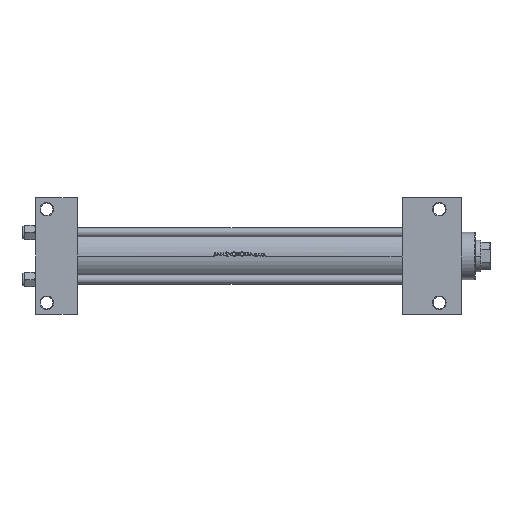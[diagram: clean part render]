
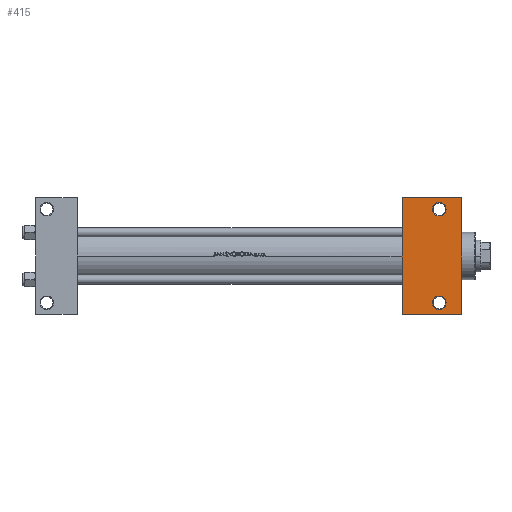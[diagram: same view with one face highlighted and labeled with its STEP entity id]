
A CAD part, front view. The second image highlights one B-rep face of the part: STEP entity #415.
In plain terms, the highlighted face is planar.
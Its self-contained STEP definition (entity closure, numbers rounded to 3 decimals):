
#222 = CARTESIAN_POINT ( 'NONE',  ( 325., -51.5, -30. ) ) ;
#415 = ADVANCED_FACE ( 'NONE', ( #10950, #25651, #3042 ), #6178, .T. ) ;
#1030 = EDGE_CURVE ( 'NONE', #43483, #27759, #6707, .T. ) ;
#1127 = AXIS2_PLACEMENT_3D ( 'NONE', #32406, #20854, #46656 ) ;
#1346 = EDGE_CURVE ( 'NONE', #27759, #17323, #35344, .T. ) ;
#3042 = FACE_OUTER_BOUND ( 'NONE', #34077, .T. ) ;
#5158 = DIRECTION ( 'NONE',  ( 0., 0., 1. ) ) ;
#5623 = CARTESIAN_POINT ( 'NONE',  ( 358., -41.5, -30. ) ) ;
#5762 = VERTEX_POINT ( 'NONE', #222 ) ;
#6178 = PLANE ( 'NONE',  #1127 ) ;
#6707 = LINE ( 'NONE', #35162, #15714 ) ;
#7462 = VERTEX_POINT ( 'NONE', #14122 ) ;
#8921 = EDGE_CURVE ( 'NONE', #7462, #30748, #39048, .T. ) ;
#9000 = EDGE_CURVE ( 'NONE', #23379, #34680, #47502, .T. ) ;
#9147 = CARTESIAN_POINT ( 'NONE',  ( 352., -41.5, -30. ) ) ;
#9776 = DIRECTION ( 'NONE',  ( 0., 1., 0. ) ) ;
#9779 = CARTESIAN_POINT ( 'NONE',  ( 378., 30., -30. ) ) ;
#10950 = FACE_BOUND ( 'NONE', #42222, .T. ) ;
#11132 = DIRECTION ( 'NONE',  ( 0., 0., 1. ) ) ;
#11620 = CARTESIAN_POINT ( 'NONE',  ( 325., -51.5, -30. ) ) ;
#11824 = CARTESIAN_POINT ( 'NONE',  ( 378., 51.5, -30. ) ) ;
#13434 = CARTESIAN_POINT ( 'NONE',  ( 358., -41.5, -30. ) ) ;
#13447 = VECTOR ( 'NONE', #46666, 1000. ) ;
#13667 = DIRECTION ( 'NONE',  ( 0., 0., 1. ) ) ;
#14122 = CARTESIAN_POINT ( 'NONE',  ( 352., 41.5, -30. ) ) ;
#15536 = ORIENTED_EDGE ( 'NONE', *, *, #19864, .T. ) ;
#15682 = ORIENTED_EDGE ( 'NONE', *, *, #1030, .T. ) ;
#15714 = VECTOR ( 'NONE', #17776, 1000. ) ;
#16136 = CIRCLE ( 'NONE', #39215, 6. ) ;
#17323 = VERTEX_POINT ( 'NONE', #46294 ) ;
#17716 = EDGE_CURVE ( 'NONE', #30748, #7462, #16136, .T. ) ;
#17776 = DIRECTION ( 'NONE',  ( 1., 0., 0. ) ) ;
#18345 = CARTESIAN_POINT ( 'NONE',  ( 358., 41.5, -30. ) ) ;
#19864 = EDGE_CURVE ( 'NONE', #34680, #23379, #33876, .T. ) ;
#20060 = DIRECTION ( 'NONE',  ( 0., 1., 0. ) ) ;
#20231 = DIRECTION ( 'NONE',  ( -1., 0., 0. ) ) ;
#20854 = DIRECTION ( 'NONE',  ( 0., 0., -1. ) ) ;
#20868 = ORIENTED_EDGE ( 'NONE', *, *, #1346, .T. ) ;
#21166 = EDGE_CURVE ( 'NONE', #17323, #5762, #22457, .T. ) ;
#22363 = VECTOR ( 'NONE', #20231, 1000. ) ;
#22457 = LINE ( 'NONE', #11620, #22363 ) ;
#22615 = ORIENTED_EDGE ( 'NONE', *, *, #9000, .T. ) ;
#23379 = VERTEX_POINT ( 'NONE', #9147 ) ;
#23663 = AXIS2_PLACEMENT_3D ( 'NONE', #18345, #31739, #35597 ) ;
#24636 = CARTESIAN_POINT ( 'NONE',  ( 364., 41.5, -30. ) ) ;
#25651 = FACE_BOUND ( 'NONE', #35430, .T. ) ;
#27759 = VERTEX_POINT ( 'NONE', #11824 ) ;
#28319 = ORIENTED_EDGE ( 'NONE', *, *, #17716, .T. ) ;
#28363 = DIRECTION ( 'NONE',  ( 0., 1., 0. ) ) ;
#29075 = DIRECTION ( 'NONE',  ( 0., -1., 0. ) ) ;
#29257 = AXIS2_PLACEMENT_3D ( 'NONE', #5623, #5158, #20060 ) ;
#30135 = EDGE_CURVE ( 'NONE', #43483, #5762, #36550, .T. ) ;
#30748 = VERTEX_POINT ( 'NONE', #24636 ) ;
#31739 = DIRECTION ( 'NONE',  ( 0., 0., 1. ) ) ;
#32406 = CARTESIAN_POINT ( 'NONE',  ( 378., 30., -30. ) ) ;
#32467 = VECTOR ( 'NONE', #29075, 1000. ) ;
#32534 = CARTESIAN_POINT ( 'NONE',  ( 364., -41.5, -30. ) ) ;
#33169 = CARTESIAN_POINT ( 'NONE',  ( 325., 30., -30. ) ) ;
#33876 = CIRCLE ( 'NONE', #29257, 6. ) ;
#34077 = EDGE_LOOP ( 'NONE', ( #42062, #15682, #20868, #40832 ) ) ;
#34680 = VERTEX_POINT ( 'NONE', #32534 ) ;
#35162 = CARTESIAN_POINT ( 'NONE',  ( 325., 51.5, -30. ) ) ;
#35344 = LINE ( 'NONE', #9779, #13447 ) ;
#35430 = EDGE_LOOP ( 'NONE', ( #22615, #15536 ) ) ;
#35597 = DIRECTION ( 'NONE',  ( 0., 1., 0. ) ) ;
#36550 = LINE ( 'NONE', #33169, #32467 ) ;
#37637 = CARTESIAN_POINT ( 'NONE',  ( 325., 51.5, -30. ) ) ;
#37996 = ORIENTED_EDGE ( 'NONE', *, *, #8921, .T. ) ;
#39048 = CIRCLE ( 'NONE', #23663, 6. ) ;
#39215 = AXIS2_PLACEMENT_3D ( 'NONE', #43925, #11132, #9776 ) ;
#40832 = ORIENTED_EDGE ( 'NONE', *, *, #21166, .T. ) ;
#42062 = ORIENTED_EDGE ( 'NONE', *, *, #30135, .F. ) ;
#42150 = AXIS2_PLACEMENT_3D ( 'NONE', #13434, #13667, #28363 ) ;
#42222 = EDGE_LOOP ( 'NONE', ( #37996, #28319 ) ) ;
#43483 = VERTEX_POINT ( 'NONE', #37637 ) ;
#43925 = CARTESIAN_POINT ( 'NONE',  ( 358., 41.5, -30. ) ) ;
#46294 = CARTESIAN_POINT ( 'NONE',  ( 378., -51.5, -30. ) ) ;
#46656 = DIRECTION ( 'NONE',  ( 0., 1., 0. ) ) ;
#46666 = DIRECTION ( 'NONE',  ( 0., -1., 0. ) ) ;
#47502 = CIRCLE ( 'NONE', #42150, 6. ) ;
